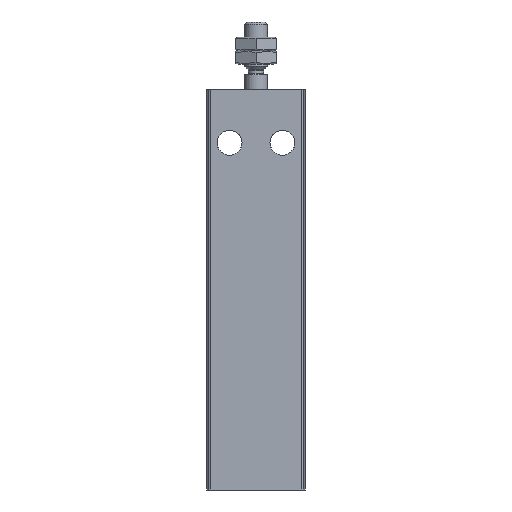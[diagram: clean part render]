
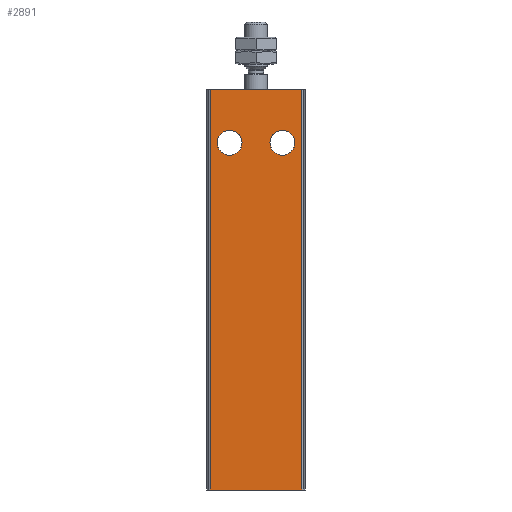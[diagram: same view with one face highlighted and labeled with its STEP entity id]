
A CAD part, front view. The second image highlights one B-rep face of the part: STEP entity #2891.
In plain terms, the highlighted planar face has unit normal (0, -1, 0).
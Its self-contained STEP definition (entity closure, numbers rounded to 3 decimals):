
#110=PLANE('',#3184);
#278=LINE('',#5088,#440);
#279=LINE('',#5091,#441);
#280=LINE('',#5093,#442);
#281=LINE('',#5095,#443);
#440=VECTOR('',#3819,1000.);
#441=VECTOR('',#3820,1000.);
#442=VECTOR('',#3821,1000.);
#443=VECTOR('',#3822,1000.);
#482=CIRCLE('',#3025,1.65);
#483=CIRCLE('',#3028,1.65);
#940=ORIENTED_EDGE('',*,*,#1442,.F.);
#941=ORIENTED_EDGE('',*,*,#1438,.F.);
#942=ORIENTED_EDGE('',*,*,#1700,.T.);
#943=ORIENTED_EDGE('',*,*,#1701,.T.);
#944=ORIENTED_EDGE('',*,*,#1702,.F.);
#945=ORIENTED_EDGE('',*,*,#1703,.F.);
#1438=EDGE_CURVE('',#1846,#1846,#482,.T.);
#1442=EDGE_CURVE('',#1850,#1850,#483,.T.);
#1700=EDGE_CURVE('',#2052,#2053,#278,.T.);
#1701=EDGE_CURVE('',#2053,#2054,#279,.T.);
#1702=EDGE_CURVE('',#2055,#2054,#280,.T.);
#1703=EDGE_CURVE('',#2052,#2055,#281,.T.);
#1846=VERTEX_POINT('',#4269);
#1850=VERTEX_POINT('',#4315);
#2052=VERTEX_POINT('',#5089);
#2053=VERTEX_POINT('',#5090);
#2054=VERTEX_POINT('',#5092);
#2055=VERTEX_POINT('',#5094);
#2303=EDGE_LOOP('',(#940));
#2304=EDGE_LOOP('',(#941));
#2305=EDGE_LOOP('',(#942,#943,#944,#945));
#2553=FACE_BOUND('',#2303,.T.);
#2554=FACE_BOUND('',#2304,.T.);
#2555=FACE_BOUND('',#2305,.T.);
#2891=ADVANCED_FACE('',(#2553,#2554,#2555),#110,.T.);
#3025=AXIS2_PLACEMENT_3D('',#4268,#3379,#3380);
#3028=AXIS2_PLACEMENT_3D('',#4314,#3385,#3386);
#3184=AXIS2_PLACEMENT_3D('',#5087,#3817,#3818);
#3379=DIRECTION('',(0.,-1.,0.));
#3380=DIRECTION('',(0.,0.,-1.));
#3385=DIRECTION('',(0.,-1.,0.));
#3386=DIRECTION('',(0.,0.,-1.));
#3817=DIRECTION('',(0.,-1.,0.));
#3818=DIRECTION('',(0.,0.,-1.));
#3819=DIRECTION('',(1.,0.,0.));
#3820=DIRECTION('',(0.,0.,1.));
#3821=DIRECTION('',(1.,0.,0.));
#3822=DIRECTION('',(0.,0.,1.));
#4268=CARTESIAN_POINT('',(3.5,-11.,-7.));
#4269=CARTESIAN_POINT('',(3.5,-11.,-8.65));
#4314=CARTESIAN_POINT('',(-3.5,-11.,-7.));
#4315=CARTESIAN_POINT('',(-3.5,-11.,-8.65));
#5087=CARTESIAN_POINT('',(-6.5,-11.,-53.));
#5088=CARTESIAN_POINT('',(-6.5,-11.,-53.));
#5089=CARTESIAN_POINT('',(-6.042,-11.,-53.));
#5090=CARTESIAN_POINT('',(6.042,-11.,-53.));
#5091=CARTESIAN_POINT('',(6.042,-11.,-53.));
#5092=CARTESIAN_POINT('',(6.042,-11.,0.));
#5093=CARTESIAN_POINT('',(-6.5,-11.,0.));
#5094=CARTESIAN_POINT('',(-6.042,-11.,0.));
#5095=CARTESIAN_POINT('',(-6.042,-11.,-53.));
